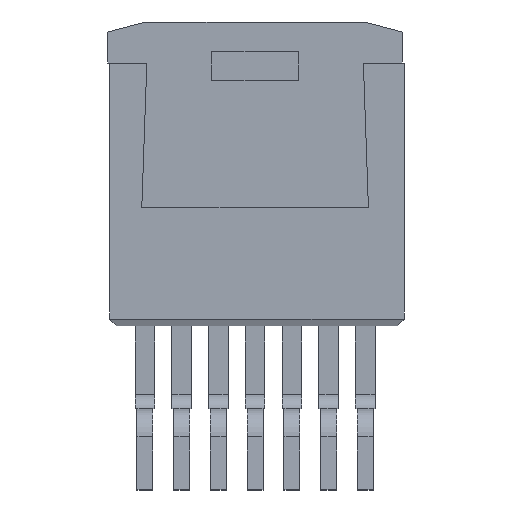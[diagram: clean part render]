
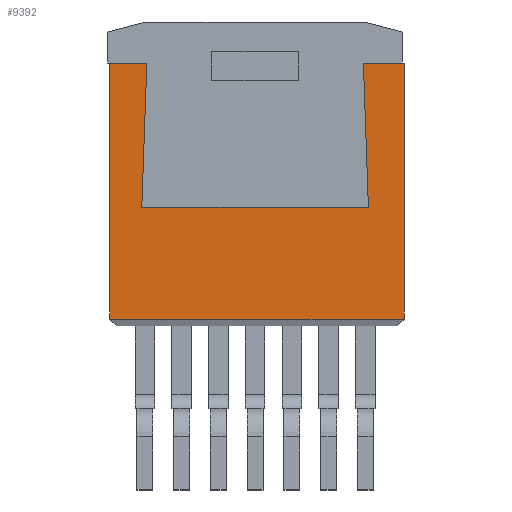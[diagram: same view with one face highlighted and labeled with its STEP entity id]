
A CAD part, front view. The second image highlights one B-rep face of the part: STEP entity #9392.
In plain terms, the highlighted planar face has unit normal (0, -1, 0).
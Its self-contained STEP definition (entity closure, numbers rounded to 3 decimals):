
#206=PLANE('',#9938);
#882=LINE('',#13682,#2145);
#905=LINE('',#13729,#2168);
#933=LINE('',#13784,#2196);
#991=LINE('',#13919,#2254);
#992=LINE('',#13921,#2255);
#993=LINE('',#13923,#2256);
#994=LINE('',#13925,#2257);
#995=LINE('',#13927,#2258);
#2145=VECTOR('',#11087,1000.);
#2168=VECTOR('',#11118,1000.);
#2196=VECTOR('',#11154,1000.);
#2254=VECTOR('',#11276,1000.);
#2255=VECTOR('',#11279,1000.);
#2256=VECTOR('',#11280,1000.);
#2257=VECTOR('',#11281,1000.);
#2258=VECTOR('',#11282,1000.);
#4070=ORIENTED_EDGE('',*,*,#6240,.T.);
#4071=ORIENTED_EDGE('',*,*,#6291,.T.);
#4072=ORIENTED_EDGE('',*,*,#6356,.T.);
#4073=ORIENTED_EDGE('',*,*,#6357,.T.);
#4074=ORIENTED_EDGE('',*,*,#6358,.F.);
#4075=ORIENTED_EDGE('',*,*,#6359,.F.);
#4076=ORIENTED_EDGE('',*,*,#6355,.T.);
#4077=ORIENTED_EDGE('',*,*,#6263,.T.);
#6240=EDGE_CURVE('',#7489,#7487,#882,.T.);
#6263=EDGE_CURVE('',#7509,#7489,#905,.T.);
#6291=EDGE_CURVE('',#7487,#7532,#933,.T.);
#6355=EDGE_CURVE('',#7567,#7509,#991,.T.);
#6356=EDGE_CURVE('',#7532,#7569,#992,.T.);
#6357=EDGE_CURVE('',#7569,#7570,#993,.T.);
#6358=EDGE_CURVE('',#7571,#7570,#994,.T.);
#6359=EDGE_CURVE('',#7567,#7571,#995,.T.);
#7487=VERTEX_POINT('',#13680);
#7489=VERTEX_POINT('',#13683);
#7509=VERTEX_POINT('',#13730);
#7532=VERTEX_POINT('',#13785);
#7567=VERTEX_POINT('',#13916);
#7569=VERTEX_POINT('',#13922);
#7570=VERTEX_POINT('',#13924);
#7571=VERTEX_POINT('',#13926);
#8408=EDGE_LOOP('',(#4070,#4071,#4072,#4073,#4074,#4075,#4076,#4077));
#8881=FACE_BOUND('',#8408,.T.);
#9392=ADVANCED_FACE('',(#8881),#206,.F.);
#9938=AXIS2_PLACEMENT_3D('',#13920,#11277,#11278);
#11087=DIRECTION('',(-1.,0.,0.));
#11118=DIRECTION('',(0.035,0.,-0.999));
#11154=DIRECTION('',(0.035,0.,0.999));
#11276=DIRECTION('',(-1.,0.,0.));
#11277=DIRECTION('',(0.,1.,0.));
#11278=DIRECTION('',(-1.,0.,0.));
#11279=DIRECTION('',(-1.,0.,0.));
#11280=DIRECTION('',(0.,0.,-1.));
#11281=DIRECTION('',(-1.,0.,0.));
#11282=DIRECTION('',(0.,0.,-1.));
#13680=CARTESIAN_POINT('',(1.111,-2.217,-0.44));
#13682=CARTESIAN_POINT('',(10.18,-2.217,-0.44));
#13683=CARTESIAN_POINT('',(8.944,-2.217,-0.44));
#13729=CARTESIAN_POINT('',(8.948,-2.217,-0.545));
#13730=CARTESIAN_POINT('',(8.77,-2.217,4.537));
#13784=CARTESIAN_POINT('',(1.124,-2.217,-0.062));
#13785=CARTESIAN_POINT('',(1.285,-2.217,4.537));
#13916=CARTESIAN_POINT('',(10.18,-2.217,4.537));
#13919=CARTESIAN_POINT('',(10.18,-2.217,4.537));
#13920=CARTESIAN_POINT('',(10.18,-2.217,4.537));
#13921=CARTESIAN_POINT('',(10.18,-2.217,4.537));
#13922=CARTESIAN_POINT('',(0.,-2.217,4.537));
#13923=CARTESIAN_POINT('',(0.,-2.217,4.537));
#13924=CARTESIAN_POINT('',(0.,-2.217,-4.31));
#13925=CARTESIAN_POINT('',(10.18,-2.217,-4.31));
#13926=CARTESIAN_POINT('',(10.18,-2.217,-4.31));
#13927=CARTESIAN_POINT('',(10.18,-2.217,4.537));
